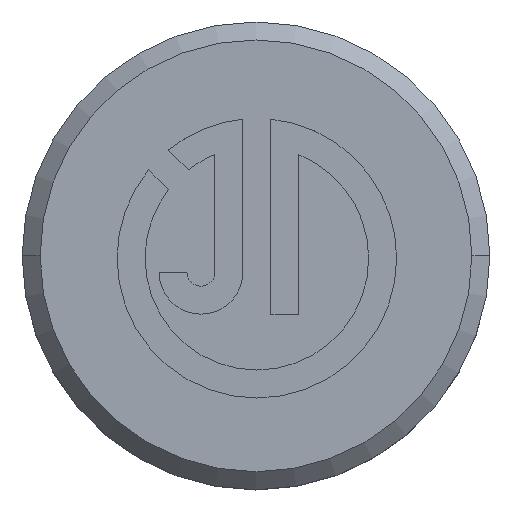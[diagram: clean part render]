
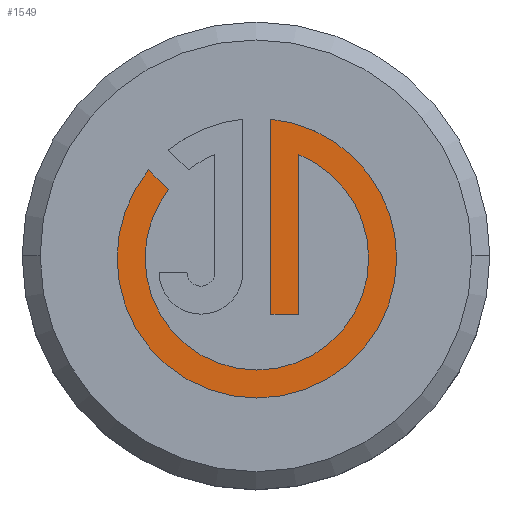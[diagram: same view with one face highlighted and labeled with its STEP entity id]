
A CAD part, top view. The second image highlights one B-rep face of the part: STEP entity #1549.
In plain terms, the highlighted planar face has unit normal (0, 0, 1).
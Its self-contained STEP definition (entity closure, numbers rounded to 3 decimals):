
#1 = CARTESIAN_POINT ( 'NONE',  ( 1.19, -1.62, 39.9 ) ) ;
#56 = DIRECTION ( 'NONE',  ( 0., 0., 1. ) ) ;
#70 = VERTEX_POINT ( 'NONE', #72 ) ;
#72 = CARTESIAN_POINT ( 'NONE',  ( 0.413, 3.799, 39.9 ) ) ;
#76 = CIRCLE ( 'NONE', #376, 3.885 ) ;
#95 = VERTEX_POINT ( 'NONE', #228 ) ;
#99 = EDGE_CURVE ( 'NONE', #430, #650, #284, .T. ) ;
#104 = ORIENTED_EDGE ( 'NONE', *, *, #528, .T. ) ;
#111 = AXIS2_PLACEMENT_3D ( 'NONE', #1281, #465, #1426 ) ;
#112 = DIRECTION ( 'NONE',  ( 0., 0., -1. ) ) ;
#148 = AXIS2_PLACEMENT_3D ( 'NONE', #885, #56, #1026 ) ;
#184 = CARTESIAN_POINT ( 'NONE',  ( 0.025, -0.066, 39.9 ) ) ;
#209 = CARTESIAN_POINT ( 'NONE',  ( 0.025, -0.066, 39.9 ) ) ;
#228 = CARTESIAN_POINT ( 'NONE',  ( -3.86, -0.066, 39.9 ) ) ;
#231 = LINE ( 'NONE', #1597, #1235 ) ;
#280 = DIRECTION ( 'NONE',  ( 0., -1., 0. ) ) ;
#284 = LINE ( 'NONE', #360, #1704 ) ;
#330 = DIRECTION ( 'NONE',  ( 1., 0., 0. ) ) ;
#351 = DIRECTION ( 'NONE',  ( -1., 0., 0. ) ) ;
#360 = CARTESIAN_POINT ( 'NONE',  ( 0., -1.62, 39.9 ) ) ;
#376 = AXIS2_PLACEMENT_3D ( 'NONE', #184, #1146, #330 ) ;
#384 = EDGE_CURVE ( 'NONE', #95, #1712, #76, .T. ) ;
#388 = FACE_OUTER_BOUND ( 'NONE', #1766, .T. ) ;
#395 = CARTESIAN_POINT ( 'NONE',  ( 0.025, -0.066, 39.9 ) ) ;
#397 = AXIS2_PLACEMENT_3D ( 'NONE', #937, #112, #1075 ) ;
#417 = VECTOR ( 'NONE', #280, 1000. ) ;
#430 = VERTEX_POINT ( 'NONE', #1713 ) ;
#457 = ORIENTED_EDGE ( 'NONE', *, *, #1489, .T. ) ;
#464 = LINE ( 'NONE', #1098, #417 ) ;
#465 = DIRECTION ( 'NONE',  ( 0., 0., 1. ) ) ;
#486 = AXIS2_PLACEMENT_3D ( 'NONE', #395, #1353, #532 ) ;
#500 = DIRECTION ( 'NONE',  ( 1., 0., 0. ) ) ;
#523 = AXIS2_PLACEMENT_3D ( 'NONE', #1596, #764, #1738 ) ;
#528 = EDGE_CURVE ( 'NONE', #795, #1421, #231, .T. ) ;
#532 = DIRECTION ( 'NONE',  ( 1., 0., 0. ) ) ;
#594 = EDGE_CURVE ( 'NONE', #70, #430, #464, .T. ) ;
#650 = VERTEX_POINT ( 'NONE', #1 ) ;
#662 = EDGE_CURVE ( 'NONE', #650, #1116, #783, .T. ) ;
#667 = CIRCLE ( 'NONE', #523, 3.108 ) ;
#686 = CIRCLE ( 'NONE', #486, 3.885 ) ;
#755 = ORIENTED_EDGE ( 'NONE', *, *, #99, .T. ) ;
#764 = DIRECTION ( 'NONE',  ( 0., 0., -1. ) ) ;
#783 = LINE ( 'NONE', #1375, #1763 ) ;
#785 = CARTESIAN_POINT ( 'NONE',  ( 3.909, -0.066, 39.9 ) ) ;
#795 = VERTEX_POINT ( 'NONE', #1409 ) ;
#808 = EDGE_CURVE ( 'NONE', #1421, #95, #1545, .T. ) ;
#815 = ORIENTED_EDGE ( 'NONE', *, *, #384, .T. ) ;
#885 = CARTESIAN_POINT ( 'NONE',  ( 0., 0., 39.9 ) ) ;
#907 = ORIENTED_EDGE ( 'NONE', *, *, #594, .T. ) ;
#909 = DIRECTION ( 'NONE',  ( -0.707, 0.707, 0. ) ) ;
#929 = ORIENTED_EDGE ( 'NONE', *, *, #1767, .T. ) ;
#937 = CARTESIAN_POINT ( 'NONE',  ( 0.025, -0.066, 39.9 ) ) ;
#1010 = ORIENTED_EDGE ( 'NONE', *, *, #662, .T. ) ;
#1017 = AXIS2_PLACEMENT_3D ( 'NONE', #209, #1169, #351 ) ;
#1026 = DIRECTION ( 'NONE',  ( 1., 0., 0. ) ) ;
#1075 = DIRECTION ( 'NONE',  ( -1., 0., 0. ) ) ;
#1098 = CARTESIAN_POINT ( 'NONE',  ( 0.413, 0., 39.9 ) ) ;
#1108 = DIRECTION ( 'NONE',  ( 0., 1., 0. ) ) ;
#1116 = VERTEX_POINT ( 'NONE', #1350 ) ;
#1146 = DIRECTION ( 'NONE',  ( 0., 0., 1. ) ) ;
#1151 = CARTESIAN_POINT ( 'NONE',  ( -2.983, 2.392, 39.9 ) ) ;
#1169 = DIRECTION ( 'NONE',  ( 0., 0., -1. ) ) ;
#1192 = ORIENTED_EDGE ( 'NONE', *, *, #808, .T. ) ;
#1204 = CIRCLE ( 'NONE', #1017, 3.108 ) ;
#1235 = VECTOR ( 'NONE', #909, 1000. ) ;
#1265 = ORIENTED_EDGE ( 'NONE', *, *, #1631, .T. ) ;
#1281 = CARTESIAN_POINT ( 'NONE',  ( 0.025, -0.066, 39.9 ) ) ;
#1292 = VERTEX_POINT ( 'NONE', #1517 ) ;
#1350 = CARTESIAN_POINT ( 'NONE',  ( 1.19, 2.815, 39.9 ) ) ;
#1353 = DIRECTION ( 'NONE',  ( 0., 0., 1. ) ) ;
#1375 = CARTESIAN_POINT ( 'NONE',  ( 1.19, 0., 39.9 ) ) ;
#1409 = CARTESIAN_POINT ( 'NONE',  ( -2.431, 1.839, 39.9 ) ) ;
#1421 = VERTEX_POINT ( 'NONE', #1151 ) ;
#1426 = DIRECTION ( 'NONE',  ( 1., 0., 0. ) ) ;
#1444 = VERTEX_POINT ( 'NONE', #1567 ) ;
#1472 = ORIENTED_EDGE ( 'NONE', *, *, #1778, .T. ) ;
#1489 = EDGE_CURVE ( 'NONE', #1444, #1292, #1204, .T. ) ;
#1517 = CARTESIAN_POINT ( 'NONE',  ( -3.083, -0.066, 39.9 ) ) ;
#1545 = CIRCLE ( 'NONE', #111, 3.885 ) ;
#1549 = ADVANCED_FACE ( 'NONE', ( #388 ), #1717, .T. ) ;
#1567 = CARTESIAN_POINT ( 'NONE',  ( 3.132, -0.066, 39.9 ) ) ;
#1596 = CARTESIAN_POINT ( 'NONE',  ( 0.025, -0.066, 39.9 ) ) ;
#1597 = CARTESIAN_POINT ( 'NONE',  ( -2.431, 1.839, 39.9 ) ) ;
#1631 = EDGE_CURVE ( 'NONE', #1116, #1444, #667, .T. ) ;
#1704 = VECTOR ( 'NONE', #500, 1000. ) ;
#1712 = VERTEX_POINT ( 'NONE', #785 ) ;
#1713 = CARTESIAN_POINT ( 'NONE',  ( 0.413, -1.62, 39.9 ) ) ;
#1717 = PLANE ( 'NONE',  #148 ) ;
#1738 = DIRECTION ( 'NONE',  ( -1., 0., 0. ) ) ;
#1763 = VECTOR ( 'NONE', #1108, 1000. ) ;
#1766 = EDGE_LOOP ( 'NONE', ( #1265, #457, #929, #104, #1192, #815, #1472, #907, #755, #1010 ) ) ;
#1767 = EDGE_CURVE ( 'NONE', #1292, #795, #1788, .T. ) ;
#1778 = EDGE_CURVE ( 'NONE', #1712, #70, #686, .T. ) ;
#1788 = CIRCLE ( 'NONE', #397, 3.108 ) ;
